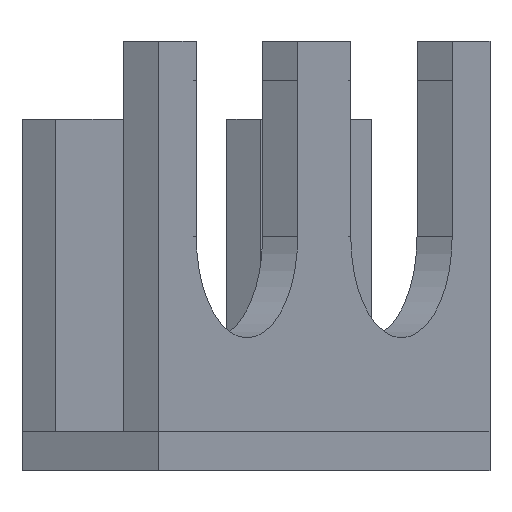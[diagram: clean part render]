
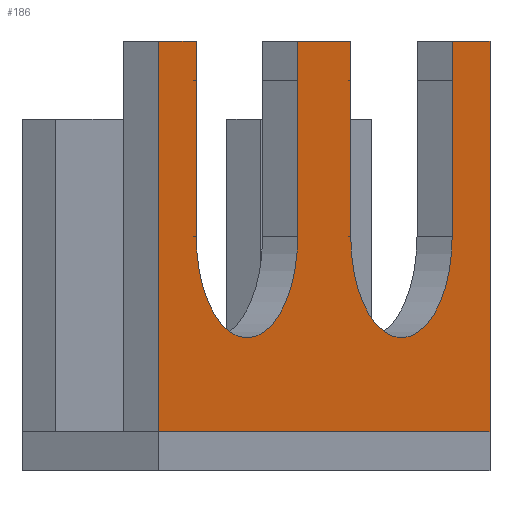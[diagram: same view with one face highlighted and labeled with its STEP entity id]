
A CAD part, left-side view. The second image highlights one B-rep face of the part: STEP entity #186.
In plain terms, the highlighted planar face has unit normal (-0.5, -0.866, 0).
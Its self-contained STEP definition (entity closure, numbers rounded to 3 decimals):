
#32 = VERTEX_POINT('',#33);
#33 = CARTESIAN_POINT('',(-73.731,26.988,31.75));
#39 = EDGE_CURVE('',#40,#32,#42,.T.);
#40 = VERTEX_POINT('',#41);
#41 = CARTESIAN_POINT('',(-73.731,26.988,0.));
#42 = LINE('',#43,#44);
#43 = CARTESIAN_POINT('',(-73.731,26.988,0.));
#44 = VECTOR('',#45,1.);
#45 = DIRECTION('',(0.,0.,1.));
#186 = ADVANCED_FACE('',(#187),#310,.F.);
#187 = FACE_BOUND('',#188,.F.);
#188 = EDGE_LOOP('',(#189,#197,#198,#206,#214,#222,#231,#239,#247,#255,
    #263,#271,#280,#288,#296,#304));
#189 = ORIENTED_EDGE('',*,*,#190,.F.);
#190 = EDGE_CURVE('',#40,#191,#193,.T.);
#191 = VERTEX_POINT('',#192);
#192 = CARTESIAN_POINT('',(-26.988,0.,0.));
#193 = LINE('',#194,#195);
#194 = CARTESIAN_POINT('',(-73.731,26.988,0.));
#195 = VECTOR('',#196,1.);
#196 = DIRECTION('',(0.866,-0.5,0.));
#197 = ORIENTED_EDGE('',*,*,#39,.T.);
#198 = ORIENTED_EDGE('',*,*,#199,.T.);
#199 = EDGE_CURVE('',#32,#200,#202,.T.);
#200 = VERTEX_POINT('',#201);
#201 = CARTESIAN_POINT('',(-68.397,23.908,31.75));
#202 = LINE('',#203,#204);
#203 = CARTESIAN_POINT('',(-73.731,26.988,31.75));
#204 = VECTOR('',#205,1.);
#205 = DIRECTION('',(0.866,-0.5,0.));
#206 = ORIENTED_EDGE('',*,*,#207,.T.);
#207 = EDGE_CURVE('',#200,#208,#210,.T.);
#208 = VERTEX_POINT('',#209);
#209 = CARTESIAN_POINT('',(-68.397,23.908,28.575));
#210 = LINE('',#211,#212);
#211 = CARTESIAN_POINT('',(-68.397,23.908,34.925));
#212 = VECTOR('',#213,1.);
#213 = DIRECTION('',(0.,0.,-1.));
#214 = ORIENTED_EDGE('',*,*,#215,.F.);
#215 = EDGE_CURVE('',#216,#208,#218,.T.);
#216 = VERTEX_POINT('',#217);
#217 = CARTESIAN_POINT('',(-68.397,23.908,15.875));
#218 = LINE('',#219,#220);
#219 = CARTESIAN_POINT('',(-68.397,23.908,15.875));
#220 = VECTOR('',#221,1.);
#221 = DIRECTION('',(0.,0.,1.));
#222 = ORIENTED_EDGE('',*,*,#223,.F.);
#223 = EDGE_CURVE('',#224,#216,#226,.T.);
#224 = VERTEX_POINT('',#225);
#225 = CARTESIAN_POINT('',(-54.099,15.653,15.875));
#226 = CIRCLE('',#227,8.255);
#227 = AXIS2_PLACEMENT_3D('',#228,#229,#230);
#228 = CARTESIAN_POINT('',(-61.248,19.78,15.875));
#229 = DIRECTION('',(0.5,0.866,0.));
#230 = DIRECTION('',(-0.866,0.5,0.));
#231 = ORIENTED_EDGE('',*,*,#232,.T.);
#232 = EDGE_CURVE('',#224,#233,#235,.T.);
#233 = VERTEX_POINT('',#234);
#234 = CARTESIAN_POINT('',(-54.099,15.653,28.575));
#235 = LINE('',#236,#237);
#236 = CARTESIAN_POINT('',(-54.099,15.653,15.875));
#237 = VECTOR('',#238,1.);
#238 = DIRECTION('',(0.,0.,1.));
#239 = ORIENTED_EDGE('',*,*,#240,.T.);
#240 = EDGE_CURVE('',#233,#241,#243,.T.);
#241 = VERTEX_POINT('',#242);
#242 = CARTESIAN_POINT('',(-54.099,15.653,31.75));
#243 = LINE('',#244,#245);
#244 = CARTESIAN_POINT('',(-54.099,15.653,28.575));
#245 = VECTOR('',#246,1.);
#246 = DIRECTION('',(0.,0.,1.));
#247 = ORIENTED_EDGE('',*,*,#248,.T.);
#248 = EDGE_CURVE('',#241,#249,#251,.T.);
#249 = VERTEX_POINT('',#250);
#250 = CARTESIAN_POINT('',(-46.62,11.335,31.75));
#251 = LINE('',#252,#253);
#252 = CARTESIAN_POINT('',(-73.731,26.988,31.75));
#253 = VECTOR('',#254,1.);
#254 = DIRECTION('',(0.866,-0.5,0.));
#255 = ORIENTED_EDGE('',*,*,#256,.T.);
#256 = EDGE_CURVE('',#249,#257,#259,.T.);
#257 = VERTEX_POINT('',#258);
#258 = CARTESIAN_POINT('',(-46.62,11.335,28.575));
#259 = LINE('',#260,#261);
#260 = CARTESIAN_POINT('',(-46.62,11.335,34.925));
#261 = VECTOR('',#262,1.);
#262 = DIRECTION('',(0.,0.,-1.));
#263 = ORIENTED_EDGE('',*,*,#264,.F.);
#264 = EDGE_CURVE('',#265,#257,#267,.T.);
#265 = VERTEX_POINT('',#266);
#266 = CARTESIAN_POINT('',(-46.62,11.335,15.875));
#267 = LINE('',#268,#269);
#268 = CARTESIAN_POINT('',(-46.62,11.335,15.875));
#269 = VECTOR('',#270,1.);
#270 = DIRECTION('',(0.,0.,1.));
#271 = ORIENTED_EDGE('',*,*,#272,.F.);
#272 = EDGE_CURVE('',#273,#265,#275,.T.);
#273 = VERTEX_POINT('',#274);
#274 = CARTESIAN_POINT('',(-32.322,3.08,15.875));
#275 = CIRCLE('',#276,8.255);
#276 = AXIS2_PLACEMENT_3D('',#277,#278,#279);
#277 = CARTESIAN_POINT('',(-39.471,7.207,15.875));
#278 = DIRECTION('',(0.5,0.866,0.));
#279 = DIRECTION('',(-0.866,0.5,0.));
#280 = ORIENTED_EDGE('',*,*,#281,.T.);
#281 = EDGE_CURVE('',#273,#282,#284,.T.);
#282 = VERTEX_POINT('',#283);
#283 = CARTESIAN_POINT('',(-32.322,3.08,28.575));
#284 = LINE('',#285,#286);
#285 = CARTESIAN_POINT('',(-32.322,3.08,15.875));
#286 = VECTOR('',#287,1.);
#287 = DIRECTION('',(0.,0.,1.));
#288 = ORIENTED_EDGE('',*,*,#289,.T.);
#289 = EDGE_CURVE('',#282,#290,#292,.T.);
#290 = VERTEX_POINT('',#291);
#291 = CARTESIAN_POINT('',(-32.322,3.08,31.75));
#292 = LINE('',#293,#294);
#293 = CARTESIAN_POINT('',(-32.322,3.08,28.575));
#294 = VECTOR('',#295,1.);
#295 = DIRECTION('',(0.,0.,1.));
#296 = ORIENTED_EDGE('',*,*,#297,.T.);
#297 = EDGE_CURVE('',#290,#298,#300,.T.);
#298 = VERTEX_POINT('',#299);
#299 = CARTESIAN_POINT('',(-26.988,0.,31.75));
#300 = LINE('',#301,#302);
#301 = CARTESIAN_POINT('',(-73.731,26.988,31.75));
#302 = VECTOR('',#303,1.);
#303 = DIRECTION('',(0.866,-0.5,0.));
#304 = ORIENTED_EDGE('',*,*,#305,.F.);
#305 = EDGE_CURVE('',#191,#298,#306,.T.);
#306 = LINE('',#307,#308);
#307 = CARTESIAN_POINT('',(-26.988,0.,0.));
#308 = VECTOR('',#309,1.);
#309 = DIRECTION('',(0.,0.,1.));
#310 = PLANE('',#311);
#311 = AXIS2_PLACEMENT_3D('',#312,#313,#314);
#312 = CARTESIAN_POINT('',(-73.731,26.988,0.));
#313 = DIRECTION('',(0.5,0.866,0.));
#314 = DIRECTION('',(0.866,-0.5,0.));
